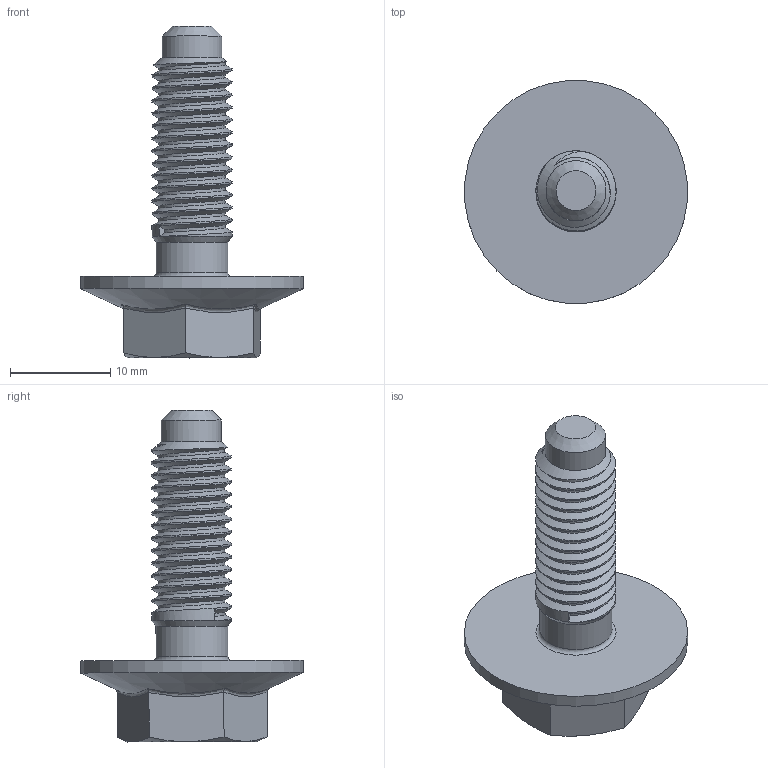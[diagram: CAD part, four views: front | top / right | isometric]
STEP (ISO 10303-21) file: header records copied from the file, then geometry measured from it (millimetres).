
FILE_DESCRIPTION(/* description */ (''),/* implementation_level */ '2;1');
FILE_NAME(/* name */ '7.stp',/* time_stamp */ '2024-07-01T15:38:17+08:00',/* author */ (''),/* organization */ (''),/* preprocessor_version */ 'ST-DEVELOPER v16.7',/* originating_system */ 'SIEMENS PLM Software NX 1946',/* authorisation */ '');
FILE_SCHEMA (('AUTOMOTIVE_DESIGN { 1 0 10303 214 3 1 1 1 }'));
Length unit declared in the file: millimetre
Products named in the file (1): zhenA0B01562mlxu
Bounding box: 22.22 x 22.22 x 33.13 mm (x, y, z)
Volume: 2663.7 mm3; surface area: 1906.8 mm2
Topology: 1 solids, 1 shells, 36 faces, 81 edges, 49 vertices
Faces by surface type: plane 11, cone 10, bspline 8, cylinder 6, torus 1
Full cylindrical faces by diameter (mm): 6 x1, 7.188 x1, 11.3 x1, 22.3 x1
Entity records: 2738 total; most frequent: CARTESIAN_POINT 2076, ORIENTED_EDGE 134, DIRECTION 95, EDGE_CURVE 67, EDGE_LOOP 47, VERTEX_POINT 44, B_SPLINE_CURVE_WITH_KNOTS 43, AXIS2_PLACEMENT_3D 42
